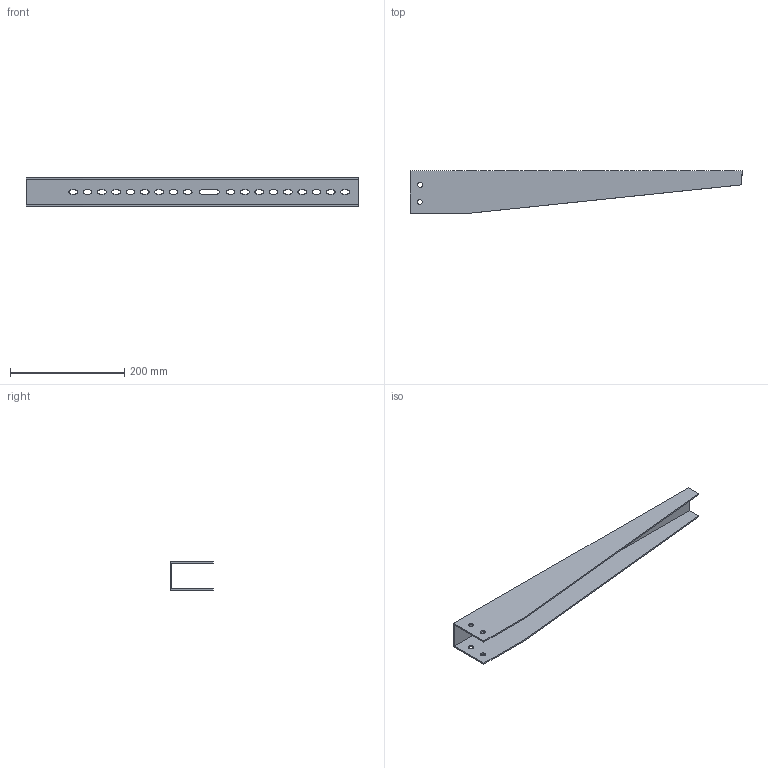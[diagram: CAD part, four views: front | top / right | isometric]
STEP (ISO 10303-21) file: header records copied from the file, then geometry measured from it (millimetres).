
FILE_DESCRIPTION (( 'STEP AP203' ), '1' );
FILE_NAME ('CLP1CZ-500-1 Êðîíøòåéí 500 ìì.STEP', '2016-03-15T13:23:24', ( '' ), ( '' ), 'SwSTEP 2.0', 'SolidWorks 2014', '' );
FILE_SCHEMA (( 'CONFIG_CONTROL_DESIGN' ));
Length unit declared in the file: millimetre
Products named in the file (1): CLP1CZ-500-1 Êðîíøòåéí 500 ìì
Bounding box: 580 x 75 x 50 mm (x, y, z)
Volume: 217275.8 mm3; surface area: 179646 mm2
Topology: 1 solids, 1 shells, 92 faces, 270 edges, 180 vertices
Faces by surface type: plane 50, cylinder 42
Full cylindrical faces by diameter (mm): 9 x4
Entity records: 3227 total; most frequent: CARTESIAN_POINT 539, DIRECTION 536, ORIENTED_EDGE 532, EDGE_CURVE 266, VECTOR 182, LINE 182, VERTEX_POINT 180, AXIS2_PLACEMENT_3D 177
